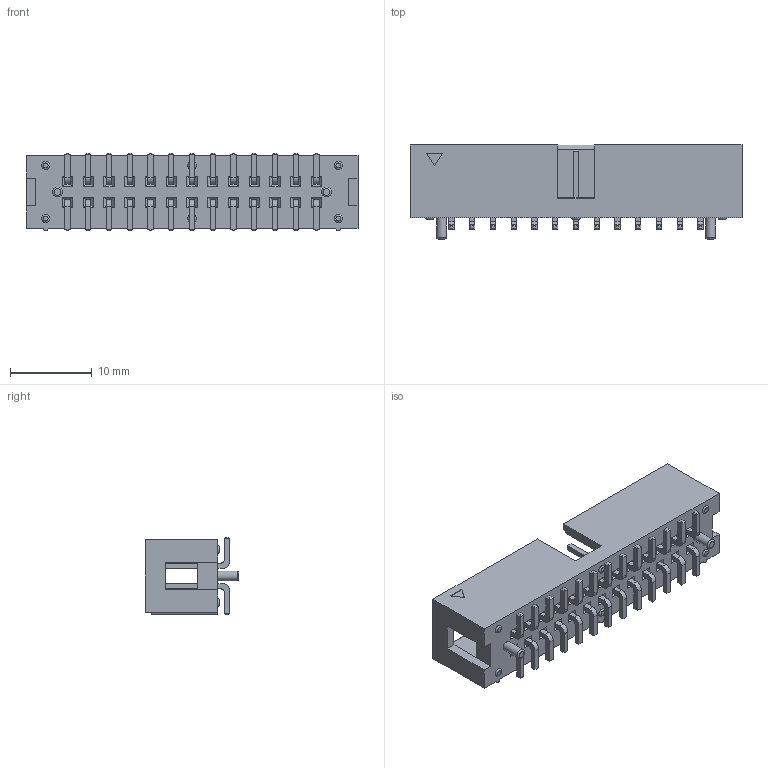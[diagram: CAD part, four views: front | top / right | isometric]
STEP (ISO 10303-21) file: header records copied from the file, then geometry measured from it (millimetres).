
FILE_DESCRIPTION(/* description */ ('STEP AP214'),/* implementation_level */ '2;1');
FILE_NAME(/* name */ 'GPHC204-1302BXXXC1SB(E=1.45_W=9.5)',/* time_stamp */ '2023-05-09T08:21:04+02:00',/* author */ ('License CC BY-ND 4.0'),/* organization */ ('CADENAS'),/* preprocessor_version */ 'ST-DEVELOPER v19.3',/* originating_system */ 'PARTsolutions',/* authorisation */ ' ');
FILE_SCHEMA (('AUTOMOTIVE_DESIGN {1 0 10303 214 3 1 1}'));
Length unit declared in the file: millimetre
Products named in the file (3): GPHC204-1302BXXXC1SB(E=1.45,W=9.5); GPHC204-5.81.459.5-Terminal; GPHC204-13B-HSG
Assembly tree (27 placements, depth 2):
  GPHC204-1302BXXXC1SB(E=1.45,W=9.5)
    GPHC204-5.81.459.5-Terminal  x26
    GPHC204-13B-HSG
Bounding box: 40.64 x 11.5 x 9.5 mm (x, y, z)
Volume: 1640.8 mm3; surface area: 3110.3 mm2
Topology: 27 solids, 27 shells, 733 faces, 1708 edges, 1034 vertices
Faces by surface type: plane 668, cylinder 57, torus 8
Full cylindrical faces by diameter (mm): 1.2 x2
Entity records: 8404 total; most frequent: CARTESIAN_POINT 1427, ORIENTED_EDGE 1380, DIRECTION 1340, EDGE_CURVE 690, LINE 662, VECTOR 662, VERTEX_POINT 426, EDGE_LOOP 354
